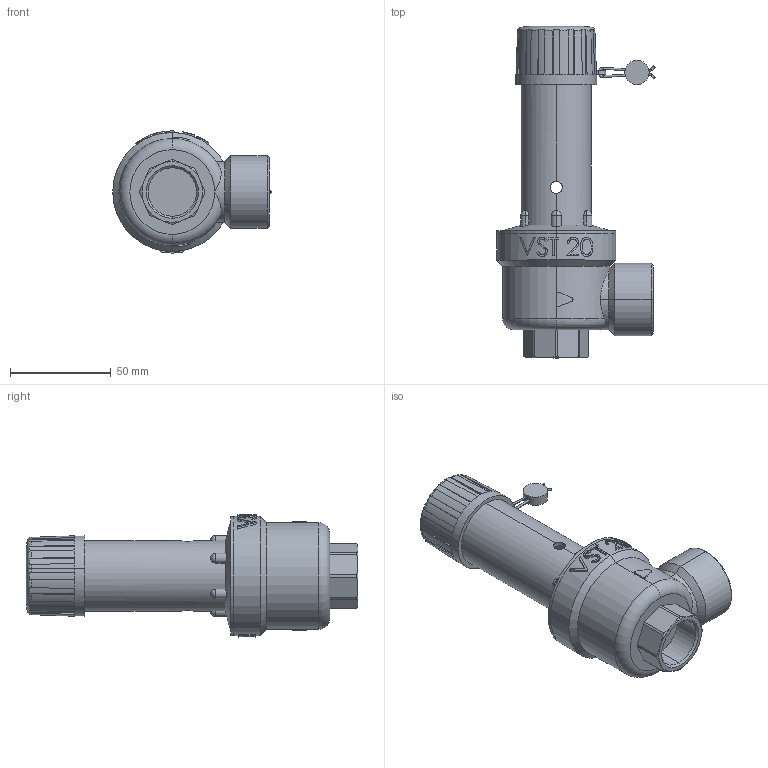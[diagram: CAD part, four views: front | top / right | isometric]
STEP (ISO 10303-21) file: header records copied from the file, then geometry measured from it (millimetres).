
FILE_DESCRIPTION (( 'STEP AP203' ), '1' );
FILE_NAME ('0213xxx.step', '2019-08-01T12:04:26', ( 'Adminwatts' ), ( '' ), 'SwSTEP 2.0', 'SolidWorks 2017', '' );
FILE_SCHEMA (( 'CONFIG_CONTROL_DESIGN' ));
Length unit declared in the file: millimetre
Products named in the file (9): 9PBD03-001_2_018_010_011; 0213xxx; VST-S002MA_2_001_009_035; VST-S007MA_2_002_009_012; VST-S011PA_2_010_008_050; VST-S006PA_2_005_003_009; DT-VST017P_2_022_001_193; MS-VS004PA_2_022_002_336; VST-S009AA_CHIUSO
Assembly tree (8 placements, depth 2):
  0213xxx
    VST-S002MA_2_001_009_035
    VST-S007MA_2_002_009_012
    VST-S011PA_2_010_008_050
    VST-S006PA_2_005_003_009
    DT-VST017P_2_022_001_193
    MS-VS004PA_2_022_002_336
    VST-S009AA_CHIUSO
    9PBD03-001_2_018_010_011
Bounding box: 78.58 x 164.5 x 60.49 mm (x, y, z)
Volume: 165766.8 mm3; surface area: 58958.7 mm2
Topology: 8 solids, 8 shells, 733 faces, 1908 edges, 1237 vertices
Faces by surface type: plane 338, cylinder 152, bspline 137, torus 54, cone 52
Entity records: 32458 total; most frequent: CARTESIAN_POINT 14431, ORIENTED_EDGE 3816, DIRECTION 3144, EDGE_CURVE 1908, VERTEX_POINT 1237, AXIS2_PLACEMENT_3D 1091, VECTOR 962, LINE 962
